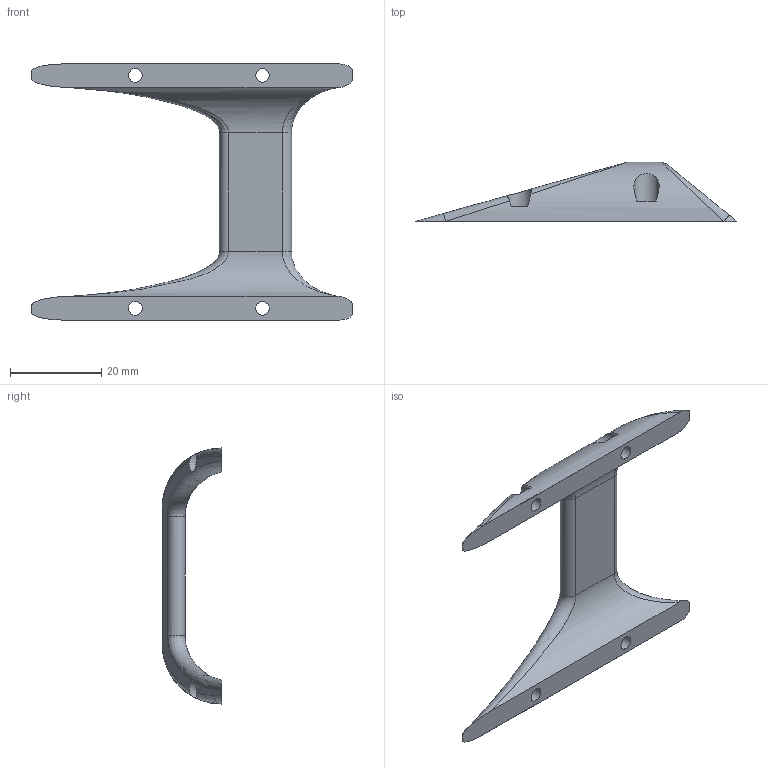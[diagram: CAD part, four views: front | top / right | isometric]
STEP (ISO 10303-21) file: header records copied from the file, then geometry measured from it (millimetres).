
FILE_DESCRIPTION(/* description */ ('STEP AP242','CAx-IF Rec.Pracs.---Representation and Presentation of Product Manufacturing Information (PMI)---4.0---2014-10-13','CAx-IF Rec.Pracs.---3D Tessellated Geometry---0.4---2014-09-14','2;1'),/* implementation_level */ '2;1');
FILE_NAME(/* name */ '6791809ee665d65be2f683f6',/* time_stamp */ '2025-01-22T23:34:54Z',/* author */ (''),/* organization */ (''),/* preprocessor_version */ 'ST-DEVELOPER v20',/* originating_system */ 'ONSHAPE BY PTC INC, 1.192',/* authorisation */ ' ');
FILE_SCHEMA (('AP242_MANAGED_MODEL_BASED_3D_ENGINEERING_MIM_LF { 1 0 10303 442 1 1 4 }'));
Length unit declared in the file: metre
Products named in the file (1): Cut012
Bounding box: 70.42 x 13.01 x 56 mm (x, y, z)
Volume: 8186.6 mm3; surface area: 4939.3 mm2
Topology: 1 solids, 1 shells, 44 faces, 108 edges, 68 vertices
Faces by surface type: cylinder 20, plane 14, bspline 10
Full cylindrical faces by diameter (mm): 3 x4
Entity records: 6747 total; most frequent: CARTESIAN_POINT 5773, ORIENTED_EDGE 208, DIRECTION 164, EDGE_CURVE 104, VERTEX_POINT 68, AXIS2_PLACEMENT_3D 65, EDGE_LOOP 58, FACE_BOUND 58
